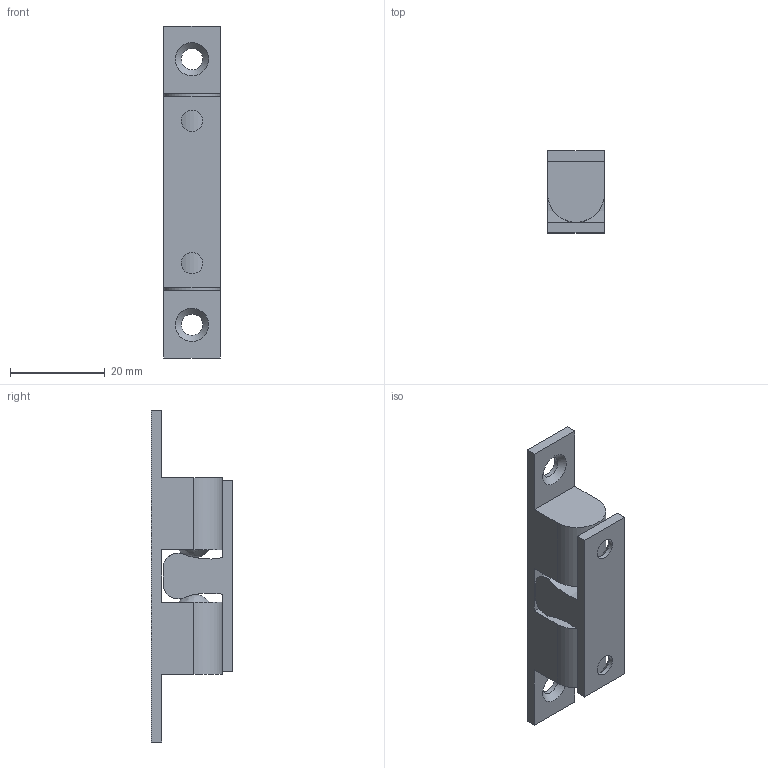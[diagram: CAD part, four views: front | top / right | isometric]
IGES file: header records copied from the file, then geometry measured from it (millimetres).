
Global section: file name: 620010; native system: Autodesk Inventor 2024; preprocessor: unknown; author: jiri.spacek; date: 20260317.074733; units: millimetre
Bounding box: 12 x 17.2 x 70 mm (x, y, z)
Volume: 8184.6 mm3; surface area: 4892.5 mm2
Topology: 2 solids, 2 shells, 38 faces, 98 edges, 64 vertices
Faces by surface type: bspline 38
